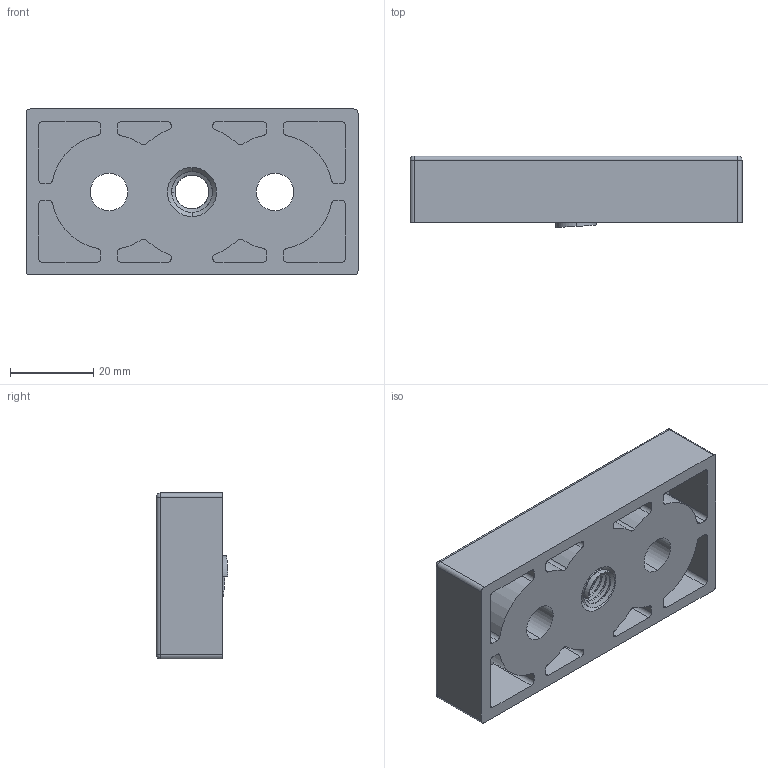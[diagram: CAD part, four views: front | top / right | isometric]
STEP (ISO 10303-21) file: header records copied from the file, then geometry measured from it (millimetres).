
FILE_DESCRIPTION (( 'STEP AP214' ), '1' );
FILE_NAME ('AL-308.0422A.01.STEP', '2019-11-05T06:03:06', ( '' ), ( '' ), 'SwSTEP 2.0', 'SolidWorks 2018', '' );
FILE_SCHEMA (( 'AUTOMOTIVE_DESIGN' ));
Length unit declared in the file: millimetre
Products named in the file (1): AL-308.0422A.01
Bounding box: 80 x 17.31 x 40 mm (x, y, z)
Surface area: 31716.9 mm2
Topology: 2 solids, 2 shells, 283 faces, 741 edges, 474 vertices
Faces by surface type: cylinder 166, plane 90, cone 16, sphere 8, bspline 3
Entity records: 10226 total; most frequent: CARTESIAN_POINT 3098, DIRECTION 1556, ORIENTED_EDGE 1466, EDGE_CURVE 733, AXIS2_PLACEMENT_3D 588, VERTEX_POINT 474, VECTOR 380, LINE 380
